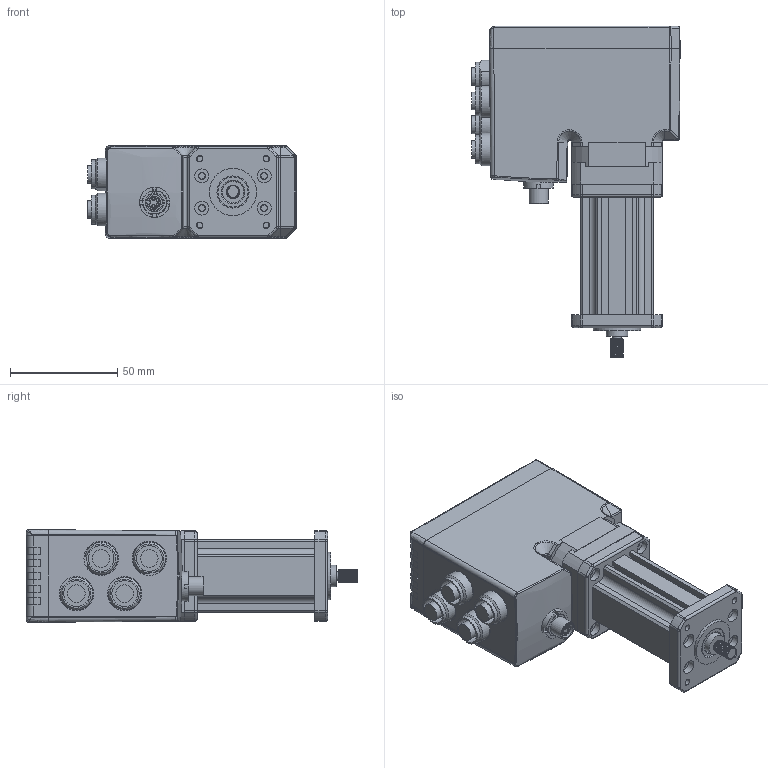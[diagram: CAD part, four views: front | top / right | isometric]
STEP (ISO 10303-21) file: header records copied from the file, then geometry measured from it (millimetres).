
FILE_DESCRIPTION(('FreeCAD Model'),'2;1');
FILE_NAME('MIL171SCS-xxxx66D.step', '2021-03-02T13:09:59',('Author'),(''), 'Open CASCADE STEP processor 7.3','FreeCAD','Unknown');
FILE_SCHEMA(('AUTOMOTIVE_DESIGN { 1 0 10303 214 1 1 1 1 }'));
Length unit declared in the file: millimetre
Products named in the file (3): MIL171SCS-xxxx66D; MIS171S59yyzz66_(3); 17C21-125SMSN
Assembly tree (2 placements, depth 2):
  MIL171SCS-xxxx66D
    MIS171S59yyzz66_(3)
    17C21-125SMSN
Bounding box: 96.94 x 154.3 x 43.06 mm (x, y, z)
Volume: 304809.4 mm3; surface area: 60666.4 mm2
Topology: 2 solids, 8 shells, 732 faces, 1860 edges, 1184 vertices
Faces by surface type: plane 330, cylinder 268, bspline 52, cone 35, torus 23, revolution 18, sphere 6
Full cylindrical faces by diameter (mm): 1.2 x4, 2 x2, 2.5 x4, 3 x12, 3.2 x12, 3.3 x2, 4 x1, 6.35 x1, 6.5 x12, 7.1 x1, 7.5 x1, 7.96 x1, 8 x3, 8.2 x4, 8.3 x1, 8.9 x1, 9 x1, 10 x3, 12 x4, 13.5 x4, 13.9 x2, 14 x2, 15 x1, 15.5 x3, 16 x4, 19 x1, 20 x2, 22 x3, 31.8 x1
Entity records: 62256 total; most frequent: CARTESIAN_POINT 21149, DIRECTION 6445, ORIENTED_EDGE 3696, PCURVE 3696, DEFINITIONAL_REPRESENTATION 3696, LINE 3296, VECTOR 3296, EDGE_CURVE 1848
